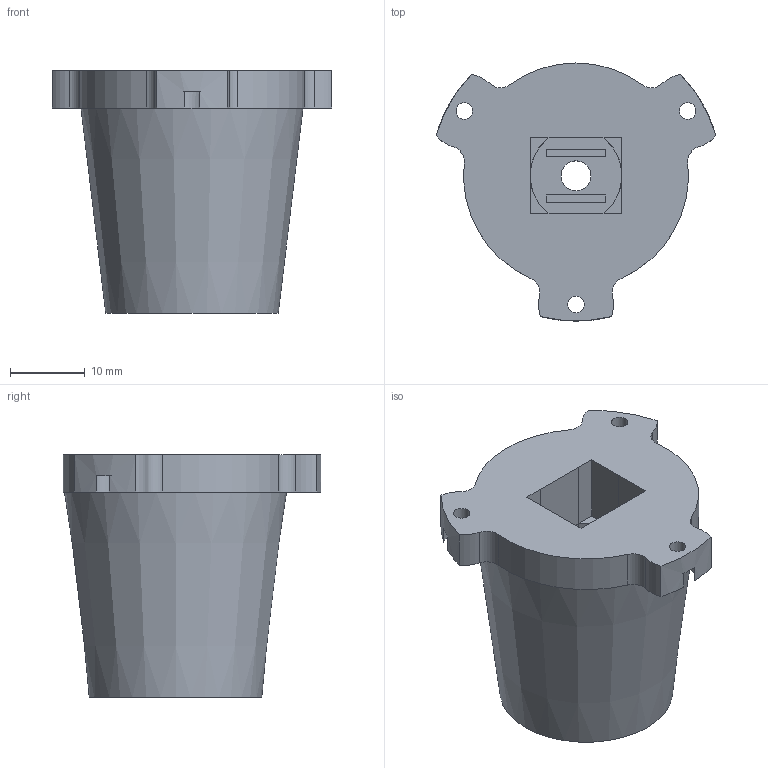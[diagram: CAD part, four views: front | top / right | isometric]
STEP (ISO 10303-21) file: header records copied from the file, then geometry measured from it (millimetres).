
FILE_DESCRIPTION(('FreeCAD Model'),'2;1');
FILE_NAME('Flasque-Moteur.step','2015-11-25T22:35:57',('Author'),('' ),'Open CASCADE STEP processor 6.8','FreeCAD','Unknown');
FILE_SCHEMA(('AUTOMOTIVE_DESIGN_CC2 { 1 2 10303 214 -1 1 5 4 }'));
Length unit declared in the file: millimetre
Products named in the file (2): ASSEMBLY; Pocket006
Assembly tree (1 placements, depth 2):
  ASSEMBLY
    Pocket006
Bounding box: 37.32 x 34.4 x 32.4 mm (x, y, z)
Volume: 15393.8 mm3; surface area: 6381.8 mm2
Topology: 1 solids, 1 shells, 74 faces, 180 edges, 115 vertices
Faces by surface type: plane 39, cylinder 34, cone 1
Full cylindrical faces by diameter (mm): 2.2 x3, 2.5 x4, 4 x1
Entity records: 4606 total; most frequent: CARTESIAN_POINT 861, DIRECTION 731, ORIENTED_EDGE 360, PCURVE 360, DEFINITIONAL_REPRESENTATION 360, LINE 344, VECTOR 344, EDGE_CURVE 180
